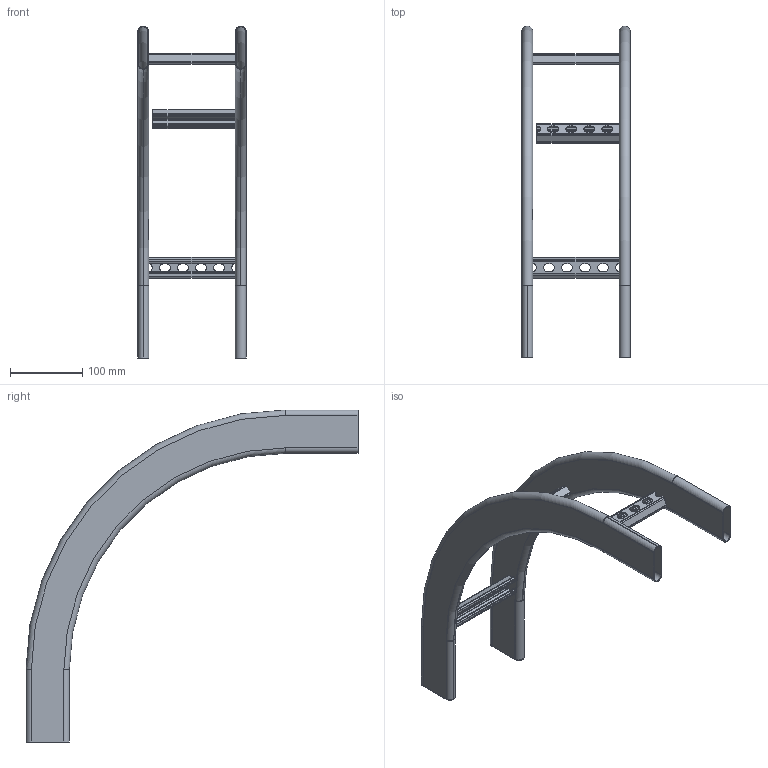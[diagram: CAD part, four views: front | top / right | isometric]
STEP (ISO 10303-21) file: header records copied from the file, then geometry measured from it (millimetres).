
FILE_DESCRIPTION (( 'STEP AP203' ), '1' );
FILE_NAME ('10-02-1188.STEP', '2013-05-02T10:23:24', ( 'asennus' ), ( '' ), 'SwSTEP 2.0', 'SolidWorks 2013', '' );
FILE_SCHEMA (( 'CONFIG_CONTROL_DESIGN' ));
Length unit declared in the file: millimetre
Products named in the file (1): 10-02-1188
Bounding box: 150 x 460 x 460 mm (x, y, z)
Volume: 214436.1 mm3; surface area: 431068.4 mm2
Topology: 5 solids, 5 shells, 276 faces, 650 edges, 384 vertices
Faces by surface type: plane 168, cylinder 96, torus 12
Entity records: 7891 total; most frequent: DIRECTION 1420, CARTESIAN_POINT 1311, ORIENTED_EDGE 1300, EDGE_CURVE 650, AXIS2_PLACEMENT_3D 493, VECTOR 434, LINE 434, VERTEX_POINT 384
